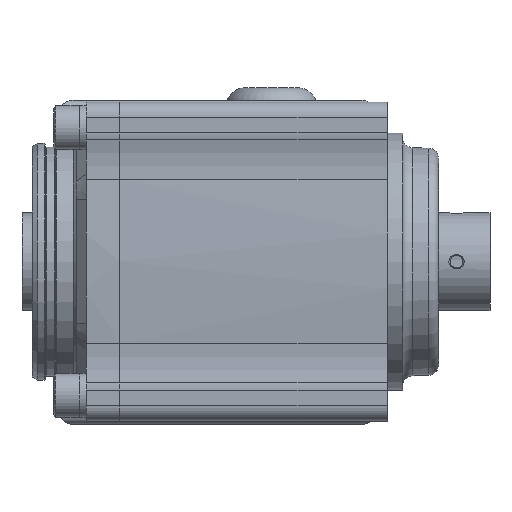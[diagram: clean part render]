
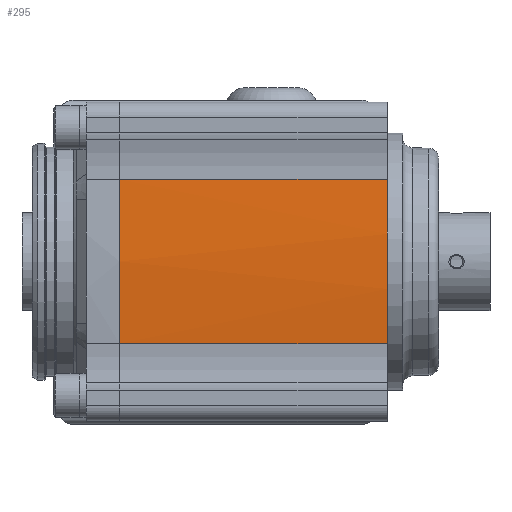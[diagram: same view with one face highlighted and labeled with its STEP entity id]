
A CAD part, top view. The second image highlights one B-rep face of the part: STEP entity #295.
In plain terms, the highlighted cylindrical face has radius 150 mm (diameter 300 mm), a partial arc.
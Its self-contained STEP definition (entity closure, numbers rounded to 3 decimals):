
#295 = ADVANCED_FACE( '', ( #911 ), #912, .T. );
#911 = FACE_OUTER_BOUND( '', #1950, .T. );
#912 = CYLINDRICAL_SURFACE( '', #1951, 150. );
#1950 = EDGE_LOOP( '', ( #3692, #3693, #3694, #3695 ) );
#1951 = AXIS2_PLACEMENT_3D( '', #3696, #3697, #3698 );
#3692 = ORIENTED_EDGE( '', *, *, #5995, .F. );
#3693 = ORIENTED_EDGE( '', *, *, #6235, .T. );
#3694 = ORIENTED_EDGE( '', *, *, #6256, .F. );
#3695 = ORIENTED_EDGE( '', *, *, #6233, .F. );
#3696 = CARTESIAN_POINT( '', ( -58.5, 0., -118.996 ) );
#3697 = DIRECTION( '', ( -1., 0., 0. ) );
#3698 = DIRECTION( '', ( 0., 0., -1. ) );
#5995 = EDGE_CURVE( '', #7047, #7048, #7049, .F. );
#6233 = EDGE_CURVE( '', #7048, #7465, #7466, .T. );
#6235 = EDGE_CURVE( '', #7047, #7468, #7469, .T. );
#6256 = EDGE_CURVE( '', #7465, #7468, #7504, .T. );
#7047 = VERTEX_POINT( '', #9077 );
#7048 = VERTEX_POINT( '', #9078 );
#7049 = B_SPLINE_CURVE_WITH_KNOTS( '', 3, ( #9079, #9080, #9081, #9082 ), .UNSPECIFIED., .F., .F., ( 4, 4 ), ( 0., 1. ), .UNSPECIFIED. );
#7465 = VERTEX_POINT( '', #9673 );
#7466 = LINE( '', #9674, #9675 );
#7468 = VERTEX_POINT( '', #9677 );
#7469 = LINE( '', #9678, #9679 );
#7504 = CIRCLE( '', #9719, 150. );
#9077 = CARTESIAN_POINT( '', ( -52., -15.98, 30.15 ) );
#9078 = CARTESIAN_POINT( '', ( -52., 15.98, 30.15 ) );
#9079 = CARTESIAN_POINT( '', ( -52., 15.98, 30.15 ) );
#9080 = CARTESIAN_POINT( '', ( -52., 5.367, 31.28 ) );
#9081 = CARTESIAN_POINT( '', ( -52., -5.367, 31.28 ) );
#9082 = CARTESIAN_POINT( '', ( -52., -15.98, 30.15 ) );
#9673 = CARTESIAN_POINT( '', ( 0., 15.98, 30.15 ) );
#9674 = CARTESIAN_POINT( '', ( -58.5, 15.98, 30.15 ) );
#9675 = VECTOR( '', #12297, 1000. );
#9677 = CARTESIAN_POINT( '', ( 0., -15.98, 30.15 ) );
#9678 = CARTESIAN_POINT( '', ( -58.5, -15.98, 30.15 ) );
#9679 = VECTOR( '', #12301, 1000. );
#9719 = AXIS2_PLACEMENT_3D( '', #12352, #12353, #12354 );
#12297 = DIRECTION( '', ( 1., 0., 0. ) );
#12301 = DIRECTION( '', ( 1., 0., 0. ) );
#12352 = CARTESIAN_POINT( '', ( 0., 0., -118.996 ) );
#12353 = DIRECTION( '', ( 1., 0., 0. ) );
#12354 = DIRECTION( '', ( 0., 0., -1. ) );
